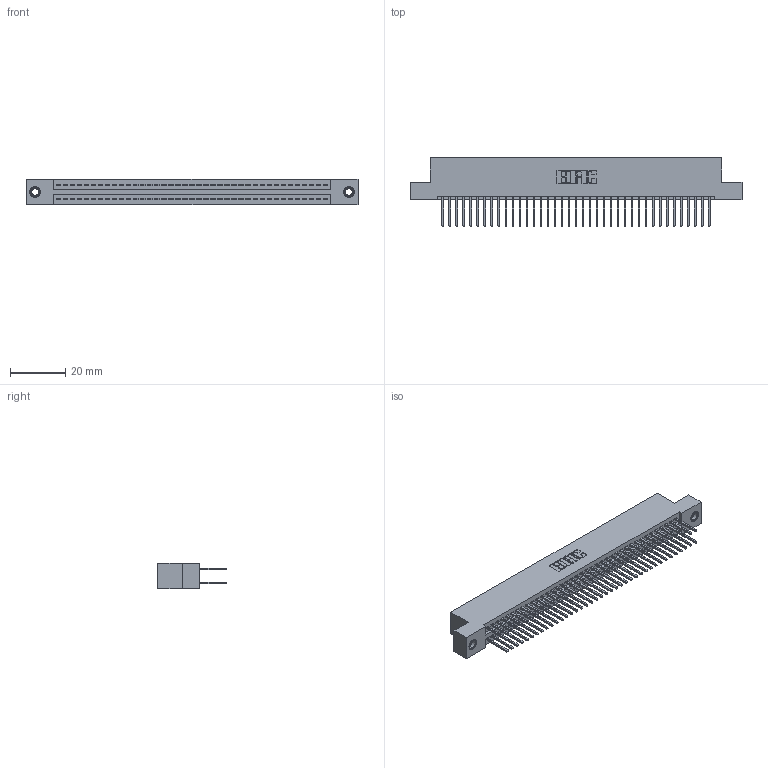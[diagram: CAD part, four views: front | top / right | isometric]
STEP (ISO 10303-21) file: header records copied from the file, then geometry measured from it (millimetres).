
FILE_DESCRIPTION (( 'STEP AP203' ), '1' );
FILE_NAME ('395-078-523-207.STEP', '2019-10-25T01:55:41', ( '' ), ( '' ), 'SwSTEP 2.0', 'SolidWorks 2016', '' );
FILE_SCHEMA (( 'CONFIG_CONTROL_DESIGN' ));
Length unit declared in the file: inch
Products named in the file (4): 345 Part_Flush Mounting Lugs - 0.156 Dia-TI; 345-292-001_345-293-123; 345-250-001_345-250-005-103; 395-078-523-207
Assembly tree (81 placements, depth 2):
  395-078-523-207
    345 Part_Flush Mounting Lugs - 0.156 Dia-TI
    345-292-001_345-293-123  x78
    345-250-001_345-250-005-103  x2
Bounding box: 120.27 x 24.82 x 9.4 mm (x, y, z)
Volume: 11801.6 mm3; surface area: 18131.6 mm2
Topology: 81 solids, 81 shells, 4086 faces, 12099 edges, 7954 vertices
Faces by surface type: plane 2686, cylinder 1384, cone 12, torus 4
Entity records: 32208 total; most frequent: CARTESIAN_POINT 5383, ORIENTED_EDGE 5310, DIRECTION 4777, EDGE_CURVE 2655, VECTOR 2347, LINE 2347, VERTEX_POINT 1764, AXIS2_PLACEMENT_3D 1215
